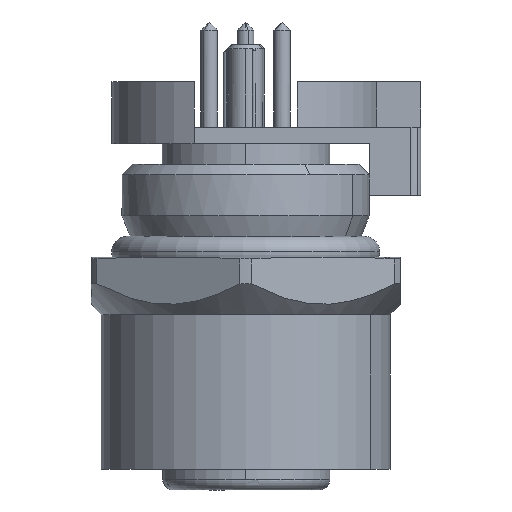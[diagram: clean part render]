
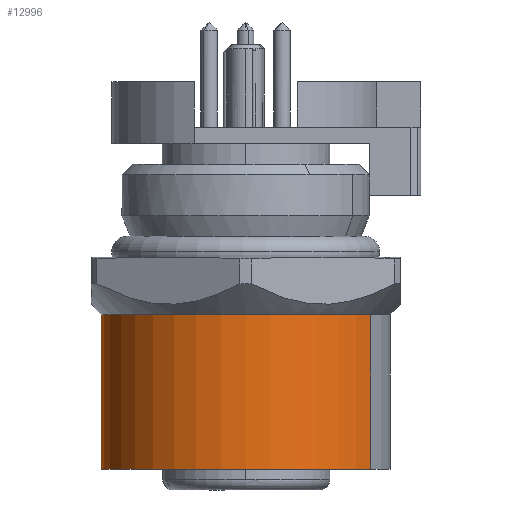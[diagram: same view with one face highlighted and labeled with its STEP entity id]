
A CAD part, left-side view. The second image highlights one B-rep face of the part: STEP entity #12996.
In plain terms, the highlighted cylindrical face has radius 7 mm (diameter 14 mm), a partial arc.
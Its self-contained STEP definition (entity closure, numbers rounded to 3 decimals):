
#12945=AXIS2_PLACEMENT_3D('Circle Axis2P3D',#12943,#12944,$) ;
#12969=AXIS2_PLACEMENT_3D('Cylinder Axis2P3D',#12966,#12967,#12968) ;
#12980=AXIS2_PLACEMENT_3D('Circle Axis2P3D',#12978,#12979,$) ;
#12943=CARTESIAN_POINT('Axis2P3D Location',(8.495,8.5,1.)) ;
#12947=CARTESIAN_POINT('Vertex',(4.995,2.438,1.)) ;
#12949=CARTESIAN_POINT('Vertex',(11.995,14.562,1.)) ;
#12966=CARTESIAN_POINT('Axis2P3D Location',(8.495,8.5,4.75)) ;
#12971=CARTESIAN_POINT('Line Origine',(4.995,2.438,4.75)) ;
#12975=CARTESIAN_POINT('Vertex',(4.995,2.438,8.5)) ;
#12978=CARTESIAN_POINT('Axis2P3D Location',(8.495,8.5,8.5)) ;
#12982=CARTESIAN_POINT('Vertex',(11.995,14.562,8.5)) ;
#12985=CARTESIAN_POINT('Line Origine',(11.995,14.562,4.75)) ;
#12944=DIRECTION('Axis2P3D Direction',(0.,0.,-1.)) ;
#12967=DIRECTION('Axis2P3D Direction',(0.,0.,-1.)) ;
#12968=DIRECTION('Axis2P3D XDirection',(-0.5,-0.866,0.)) ;
#12972=DIRECTION('Vector Direction',(0.,0.,-1.)) ;
#12979=DIRECTION('Axis2P3D Direction',(0.,0.,-1.)) ;
#12986=DIRECTION('Vector Direction',(0.,0.,-1.)) ;
#12973=VECTOR('Line Direction',#12972,1.) ;
#12987=VECTOR('Line Direction',#12986,1.) ;
#12991=ORIENTED_EDGE('',*,*,#12977,.T.) ;
#12992=ORIENTED_EDGE('',*,*,#12984,.T.) ;
#12993=ORIENTED_EDGE('',*,*,#12989,.T.) ;
#12994=ORIENTED_EDGE('',*,*,#12951,.F.) ;
#12996=ADVANCED_FACE('V2',(#12995),#12970,.T.) ;
#12946=CIRCLE('generated circle',#12945,7.) ;
#12981=CIRCLE('generated circle',#12980,7.) ;
#12970=CYLINDRICAL_SURFACE('generated cylinder',#12969,7.) ;
#12951=EDGE_CURVE('',#12948,#12950,#12946,.T.) ;
#12977=EDGE_CURVE('',#12948,#12976,#12974,.F.) ;
#12984=EDGE_CURVE('',#12976,#12983,#12981,.T.) ;
#12989=EDGE_CURVE('',#12983,#12950,#12988,.T.) ;
#12990=EDGE_LOOP('',(#12991,#12992,#12993,#12994)) ;
#12995=FACE_OUTER_BOUND('',#12990,.T.) ;
#12974=LINE('Line',#12971,#12973) ;
#12988=LINE('Line',#12985,#12987) ;
#12948=VERTEX_POINT('',#12947) ;
#12950=VERTEX_POINT('',#12949) ;
#12976=VERTEX_POINT('',#12975) ;
#12983=VERTEX_POINT('',#12982) ;
